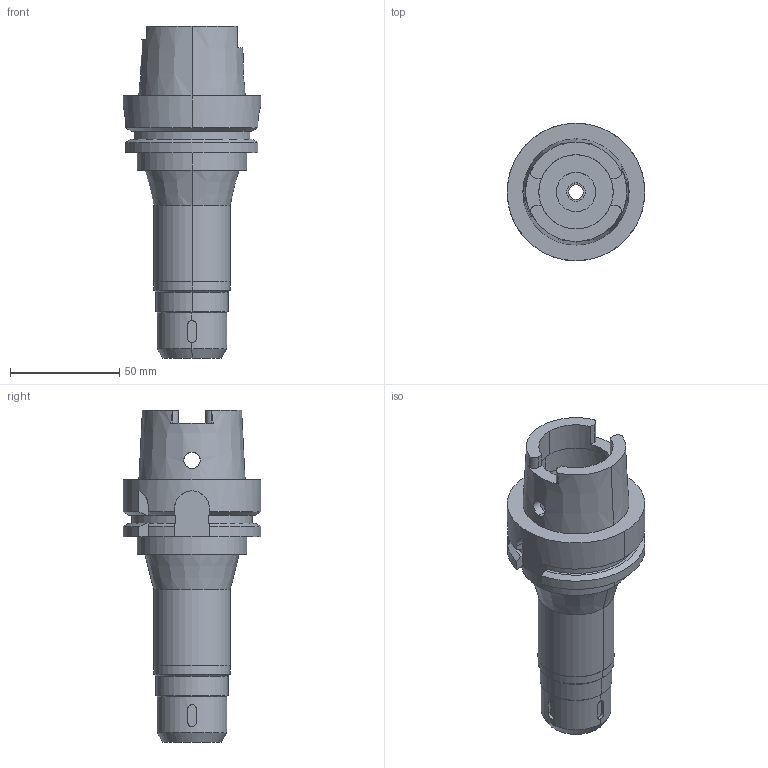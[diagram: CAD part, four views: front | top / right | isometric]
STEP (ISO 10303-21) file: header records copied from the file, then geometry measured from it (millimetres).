
FILE_DESCRIPTION((''),'2;1');
FILE_NAME('HSK-A63-HMC12J-120','2017-12-27T',('ykawabe'),(''),'CREO PARAMETRIC BY PTC INC, 2016380','CREO PARAMETRIC BY PTC INC, 2016380','');
FILE_SCHEMA(('AUTOMOTIVE_DESIGN { 1 0 10303 214 1 1 1 1 }'));
Length unit declared in the file: millimetre
Products named in the file (1): HSK-A63-HMC12J-120
Bounding box: 63 x 63 x 152 mm (x, y, z)
Volume: 169782.5 mm3; surface area: 35717.1 mm2
Topology: 1 solids, 1 shells, 128 faces, 357 edges, 239 vertices
Faces by surface type: cylinder 55, plane 53, cone 18, torus 2
Entity records: 5682 total; most frequent: CARTESIAN_POINT 1073, ORIENTED_EDGE 714, DIRECTION 710, PRESENTATION_STYLE_ASSIGNMENT 362, STYLED_ITEM 362, CURVE_STYLE 361, EDGE_CURVE 357, AXIS2_PLACEMENT_3D 272
